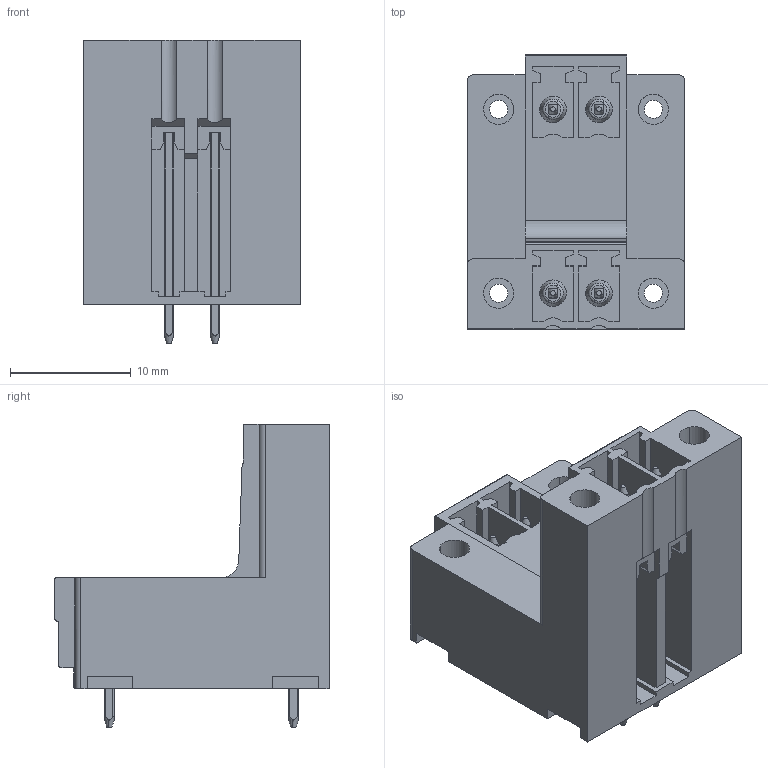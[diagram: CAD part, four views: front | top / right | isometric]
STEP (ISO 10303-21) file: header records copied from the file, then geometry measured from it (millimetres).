
FILE_DESCRIPTION(('CATIA V5 STEP Exchange','CAx-IF Rec.Pracs.--- Model Styling and Organization---1.2---2011-12-15'),'2;1');
FILE_NAME ('D1447310_0', '2018-10-15T07:41:02+00:00', ('none'), ('Weidmueller'), 'CATIA Version 5-6 Release 2014', 'CATIA V5 STEP AP214', 'none');
FILE_SCHEMA(('AUTOMOTIVE_DESIGN { 1 0 10303 214 1 1 1 1 }'));
Length unit declared in the file: millimetre
Products named in the file (1): 1034980000
Bounding box: 18.01 x 22.7 x 25.1 mm (x, y, z)
Volume: 3211.4 mm3; surface area: 4383 mm2
Topology: 5 solids, 5 shells, 336 faces, 922 edges, 612 vertices
Faces by surface type: plane 217, cylinder 83, cone 28, torus 8
Entity records: 10676 total; most frequent: CARTESIAN_POINT 2808, ORIENTED_EDGE 1844, DIRECTION 1220, EDGE_CURVE 922, VECTOR 652, LINE 652, VERTEX_POINT 612, AXIS2_PLACEMENT_3D 394
